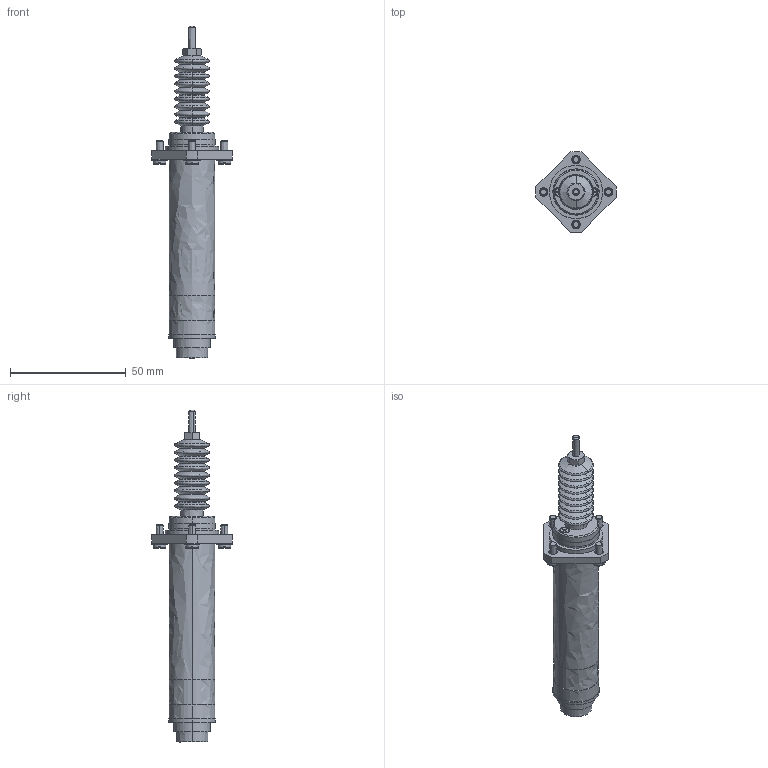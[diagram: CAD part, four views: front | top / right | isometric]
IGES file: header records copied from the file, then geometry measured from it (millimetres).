
Start section: SolidWorks IGES file using NURBS representation for surfaces
Global section: file name: F220g.IGS; native system: SolidWorks 2008; preprocessor: SolidWorks 2008; author: salzinger; date: 081202.110753; units: millimetre
Bounding box: 34.99 x 34.99 x 143.5 mm (x, y, z)
Surface area: 29222.6 mm2 (no closed solid volume)
Topology: 0 solids, 0 shells, 823 faces, 14998 edges, 18568 vertices
Faces by surface type: bspline 823
